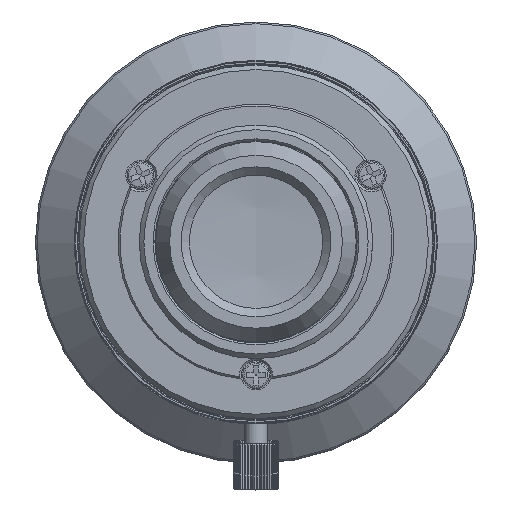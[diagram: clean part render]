
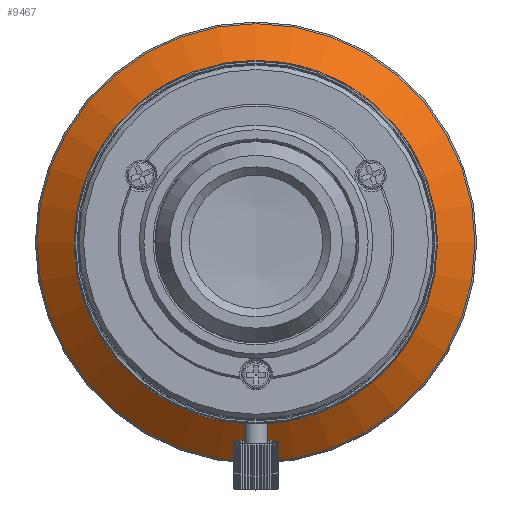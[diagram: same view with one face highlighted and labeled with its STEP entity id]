
A CAD part, top view. The second image highlights one B-rep face of the part: STEP entity #9467.
In plain terms, the highlighted conical face has half-angle 50.528 degrees and reference radius 19.75 mm.
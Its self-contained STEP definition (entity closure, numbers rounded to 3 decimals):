
#7328=CONICAL_SURFACE('',#29408,19.75,50.528);
#8547=FACE_BOUND('',#12436,.T.);
#8548=FACE_BOUND('',#12437,.T.);
#9467=ADVANCED_FACE('',(#8547,#8548),#7328,.T.);
#12436=EDGE_LOOP('',(#15319));
#12437=EDGE_LOOP('',(#15320));
#15319=ORIENTED_EDGE('',*,*,#25030,.T.);
#15320=ORIENTED_EDGE('',*,*,#25029,.T.);
#22221=VERTEX_POINT('',#38176);
#22222=VERTEX_POINT('',#38179);
#25029=EDGE_CURVE('',#22221,#22221,#28470,.T.);
#25030=EDGE_CURVE('',#22222,#22222,#28471,.T.);
#28470=CIRCLE('',#29405,19.75);
#28471=CIRCLE('',#29407,23.818);
#29405=AXIS2_PLACEMENT_3D('',#38175,#31895,#31896);
#29407=AXIS2_PLACEMENT_3D('',#38178,#31899,#31900);
#29408=AXIS2_PLACEMENT_3D('',#38180,#31901,#31902);
#31895=DIRECTION('',(0.,0.,-1.));
#31896=DIRECTION('',(-1.,0.,0.));
#31899=DIRECTION('',(0.,0.,1.));
#31900=DIRECTION('',(1.,0.,0.));
#31901=DIRECTION('',(0.,0.,-1.));
#31902=DIRECTION('',(-1.,0.,0.));
#38175=CARTESIAN_POINT('',(0.,0.,8.341));
#38176=CARTESIAN_POINT('',(-19.75,0.,8.341));
#38178=CARTESIAN_POINT('',(0.,0.,4.991));
#38179=CARTESIAN_POINT('',(23.818,0.,4.991));
#38180=CARTESIAN_POINT('',(0.,0.,8.341));
